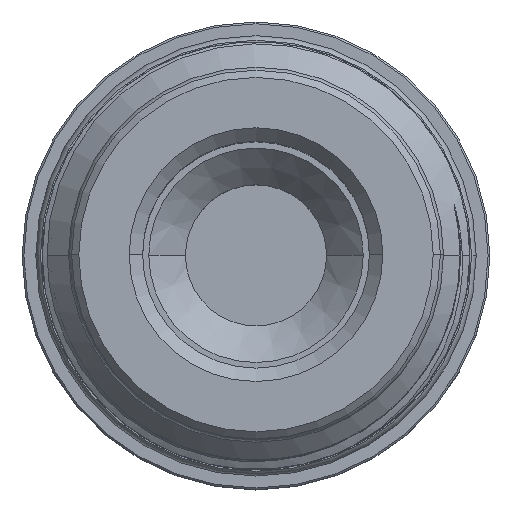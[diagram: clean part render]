
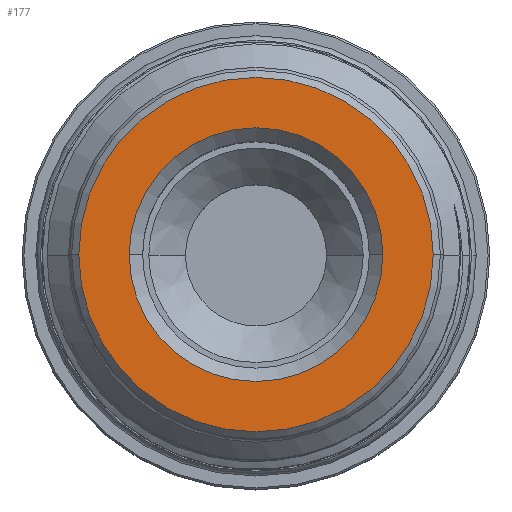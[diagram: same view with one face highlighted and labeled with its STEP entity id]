
A CAD part, top view. The second image highlights one B-rep face of the part: STEP entity #177.
In plain terms, the highlighted planar face has unit normal (0, 0, 1).
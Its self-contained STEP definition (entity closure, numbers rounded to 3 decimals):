
#177 = ADVANCED_FACE ( 'NONE', ( #14058, #14104 ), #5518, .T. ) ;
#2736 = CARTESIAN_POINT ( 'NONE',  ( 19.84, 0., 95.7 ) ) ;
#2902 = CARTESIAN_POINT ( 'NONE',  ( -19.84, 0., 95.7 ) ) ;
#2937 = CARTESIAN_POINT ( 'NONE',  ( -14.2, 0., 95.7 ) ) ;
#3011 = CARTESIAN_POINT ( 'NONE',  ( 14.2, 0., 95.7 ) ) ;
#3175 = DIRECTION ( 'NONE',  ( 1., 0., 0. ) ) ;
#3176 = DIRECTION ( 'NONE',  ( 0., 0., -1. ) ) ;
#3177 = CARTESIAN_POINT ( 'NONE',  ( 0., 0., 95.7 ) ) ;
#3359 = DIRECTION ( 'NONE',  ( 1., 0., 0. ) ) ;
#3360 = DIRECTION ( 'NONE',  ( 0., 0., 1. ) ) ;
#3361 = CARTESIAN_POINT ( 'NONE',  ( 0., 0., 95.7 ) ) ;
#3674 = ORIENTED_EDGE ( 'NONE', *, *, #7927, .T. ) ;
#3675 = ORIENTED_EDGE ( 'NONE', *, *, #7885, .T. ) ;
#3676 = ORIENTED_EDGE ( 'NONE', *, *, #7932, .T. ) ;
#3700 = ORIENTED_EDGE ( 'NONE', *, *, #8313, .T. ) ;
#5518 = PLANE ( 'NONE',  #16830 ) ;
#5609 = CARTESIAN_POINT ( 'NONE',  ( 20.64, 0., 95.7 ) ) ;
#5761 = DIRECTION ( 'NONE',  ( 1., 0., 0. ) ) ;
#5841 = DIRECTION ( 'NONE',  ( 0., 0., 1. ) ) ;
#6716 = VERTEX_POINT ( 'NONE', #2736 ) ;
#6821 = EDGE_LOOP ( 'NONE', ( #3674, #3700 ) ) ;
#6857 = VERTEX_POINT ( 'NONE', #2902 ) ;
#6923 = VERTEX_POINT ( 'NONE', #2937 ) ;
#7114 = EDGE_LOOP ( 'NONE', ( #3676, #3675 ) ) ;
#7141 = VERTEX_POINT ( 'NONE', #3011 ) ;
#7626 = DIRECTION ( 'NONE',  ( 0., 0., 1. ) ) ;
#7688 = CARTESIAN_POINT ( 'NONE',  ( 0., 0., 95.7 ) ) ;
#7705 = DIRECTION ( 'NONE',  ( 1., 0., 0. ) ) ;
#7885 = EDGE_CURVE ( 'NONE', #6716, #6857, #13742, .T. ) ;
#7927 = EDGE_CURVE ( 'NONE', #7141, #6923, #14249, .T. ) ;
#7932 = EDGE_CURVE ( 'NONE', #6857, #6716, #14799, .T. ) ;
#8313 = EDGE_CURVE ( 'NONE', #6923, #7141, #14652, .T. ) ;
#10965 = DIRECTION ( 'NONE',  ( 1., 0., 0. ) ) ;
#10966 = DIRECTION ( 'NONE',  ( 0., 0., -1. ) ) ;
#10967 = CARTESIAN_POINT ( 'NONE',  ( 0., 0., 95.7 ) ) ;
#13742 = CIRCLE ( 'NONE', #16522, 19.84 ) ;
#14058 = FACE_OUTER_BOUND ( 'NONE', #7114, .T. ) ;
#14104 = FACE_BOUND ( 'NONE', #6821, .T. ) ;
#14249 = CIRCLE ( 'NONE', #16842, 14.2 ) ;
#14652 = CIRCLE ( 'NONE', #17215, 14.2 ) ;
#14799 = CIRCLE ( 'NONE', #16854, 19.84 ) ;
#16522 = AXIS2_PLACEMENT_3D ( 'NONE', #3361, #3360, #3359 ) ;
#16830 = AXIS2_PLACEMENT_3D ( 'NONE', #5609, #5841, #5761 ) ;
#16842 = AXIS2_PLACEMENT_3D ( 'NONE', #3177, #3176, #3175 ) ;
#16854 = AXIS2_PLACEMENT_3D ( 'NONE', #7688, #7626, #7705 ) ;
#17215 = AXIS2_PLACEMENT_3D ( 'NONE', #10967, #10966, #10965 ) ;
